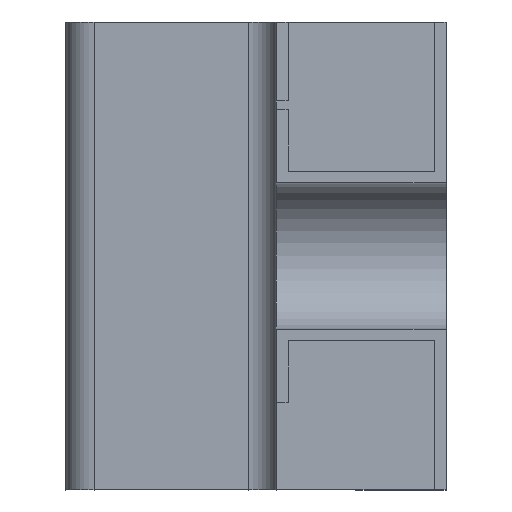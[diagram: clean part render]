
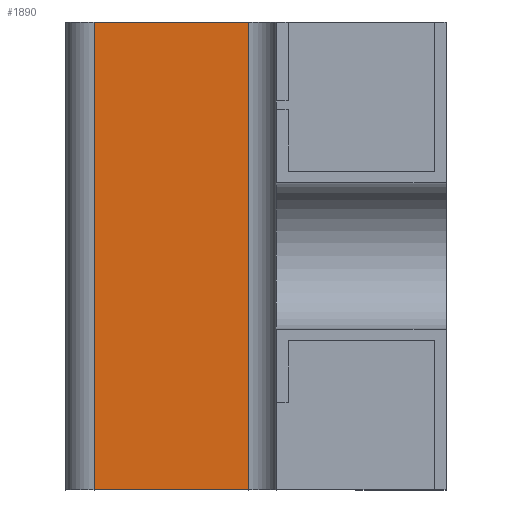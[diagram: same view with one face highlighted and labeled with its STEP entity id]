
A CAD part, left-side view. The second image highlights one B-rep face of the part: STEP entity #1890.
In plain terms, the highlighted planar face has unit normal (-0.999, 0.035, 0).
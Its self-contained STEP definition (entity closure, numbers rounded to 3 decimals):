
#116 = ORIENTED_EDGE ( 'NONE', *, *, #664, .T. ) ;
#172 = CARTESIAN_POINT ( 'NONE',  ( -0.491, 0.602, 0.4 ) ) ;
#201 = ORIENTED_EDGE ( 'NONE', *, *, #1322, .F. ) ;
#275 = VERTEX_POINT ( 'NONE', #2128 ) ;
#289 = DIRECTION ( 'NONE',  ( 0.035, 0.999, 0. ) ) ;
#381 = CARTESIAN_POINT ( 'NONE',  ( -0.5, 0.338, 0.4 ) ) ;
#390 = CARTESIAN_POINT ( 'NONE',  ( -0.5, 0.338, 0.4 ) ) ;
#410 = DIRECTION ( 'NONE',  ( -0.035, -0.999, 0. ) ) ;
#505 = ORIENTED_EDGE ( 'NONE', *, *, #1580, .T. ) ;
#590 = CARTESIAN_POINT ( 'NONE',  ( -0.5, 0.338, -0.4 ) ) ;
#635 = VECTOR ( 'NONE', #1386, 1000. ) ;
#664 = EDGE_CURVE ( 'NONE', #275, #1430, #1422, .T. ) ;
#834 = CARTESIAN_POINT ( 'NONE',  ( -0.5, 0.338, 0.4 ) ) ;
#859 = LINE ( 'NONE', #2197, #1127 ) ;
#882 = EDGE_CURVE ( 'NONE', #1389, #1195, #1277, .T. ) ;
#921 = CARTESIAN_POINT ( 'NONE',  ( -0.5, 0.338, -0.4 ) ) ;
#989 = EDGE_LOOP ( 'NONE', ( #116, #201, #1924, #505 ) ) ;
#1048 = LINE ( 'NONE', #381, #635 ) ;
#1127 = VECTOR ( 'NONE', #1540, 1000. ) ;
#1195 = VERTEX_POINT ( 'NONE', #834 ) ;
#1277 = LINE ( 'NONE', #390, #1777 ) ;
#1322 = EDGE_CURVE ( 'NONE', #1195, #1430, #1048, .T. ) ;
#1386 = DIRECTION ( 'NONE',  ( 0., 0., -1. ) ) ;
#1389 = VERTEX_POINT ( 'NONE', #172 ) ;
#1422 = LINE ( 'NONE', #921, #1914 ) ;
#1430 = VERTEX_POINT ( 'NONE', #590 ) ;
#1481 = FACE_OUTER_BOUND ( 'NONE', #989, .T. ) ;
#1540 = DIRECTION ( 'NONE',  ( 0., 0., -1. ) ) ;
#1573 = DIRECTION ( 'NONE',  ( -0.035, -0.999, 0. ) ) ;
#1580 = EDGE_CURVE ( 'NONE', #1389, #275, #859, .T. ) ;
#1777 = VECTOR ( 'NONE', #410, 1000. ) ;
#1820 = DIRECTION ( 'NONE',  ( 0.999, -0.035, 0. ) ) ;
#1890 = ADVANCED_FACE ( 'NONE', ( #1481 ), #2157, .F. ) ;
#1914 = VECTOR ( 'NONE', #1573, 1000. ) ;
#1924 = ORIENTED_EDGE ( 'NONE', *, *, #882, .F. ) ;
#1994 = CARTESIAN_POINT ( 'NONE',  ( -0.5, 0.338, 0.4 ) ) ;
#2128 = CARTESIAN_POINT ( 'NONE',  ( -0.491, 0.602, -0.4 ) ) ;
#2157 = PLANE ( 'NONE',  #2167 ) ;
#2167 = AXIS2_PLACEMENT_3D ( 'NONE', #1994, #1820, #289 ) ;
#2197 = CARTESIAN_POINT ( 'NONE',  ( -0.491, 0.602, 0.4 ) ) ;
